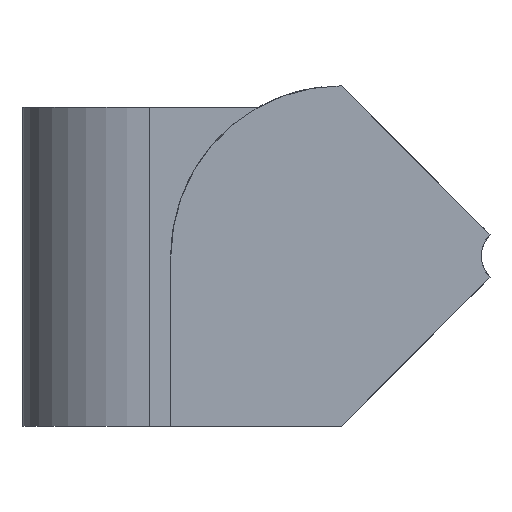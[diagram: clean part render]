
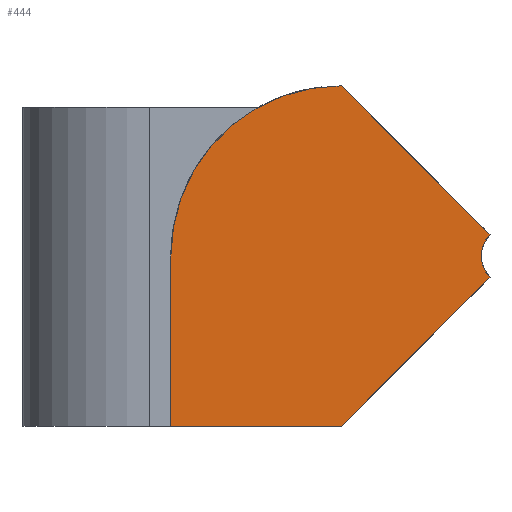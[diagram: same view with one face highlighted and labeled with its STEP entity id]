
A CAD part, front view. The second image highlights one B-rep face of the part: STEP entity #444.
In plain terms, the highlighted planar face has unit normal (0, -1, 0).
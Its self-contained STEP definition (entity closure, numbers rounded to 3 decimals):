
#48 = VERTEX_POINT('',#49);
#49 = CARTESIAN_POINT('',(13.5,-155.,9.));
#55 = EDGE_CURVE('',#56,#48,#58,.T.);
#56 = VERTEX_POINT('',#57);
#57 = CARTESIAN_POINT('',(9.5,-155.,9.));
#58 = LINE('',#59,#60);
#59 = CARTESIAN_POINT('',(9.5,-155.,9.));
#60 = VECTOR('',#61,1.);
#61 = DIRECTION('',(1.,0.,0.));
#341 = EDGE_CURVE('',#48,#342,#344,.T.);
#342 = VERTEX_POINT('',#343);
#343 = CARTESIAN_POINT('',(17.,-155.,12.5));
#344 = LINE('',#345,#346);
#345 = CARTESIAN_POINT('',(13.5,-155.,9.));
#346 = VECTOR('',#347,1.);
#347 = DIRECTION('',(0.707,0.,0.707));
#444 = ADVANCED_FACE('',(#445),#481,.F.);
#445 = FACE_BOUND('',#446,.T.);
#446 = EDGE_LOOP('',(#447,#448,#457,#465,#474,#480));
#447 = ORIENTED_EDGE('',*,*,#341,.T.);
#448 = ORIENTED_EDGE('',*,*,#449,.F.);
#449 = EDGE_CURVE('',#450,#342,#452,.T.);
#450 = VERTEX_POINT('',#451);
#451 = CARTESIAN_POINT('',(17.,-155.,13.5));
#452 = CIRCLE('',#453,0.707);
#453 = AXIS2_PLACEMENT_3D('',#454,#455,#456);
#454 = CARTESIAN_POINT('',(17.5,-155.,13.));
#455 = DIRECTION('',(0.,-1.,0.));
#456 = DIRECTION('',(1.,0.,0.));
#457 = ORIENTED_EDGE('',*,*,#458,.T.);
#458 = EDGE_CURVE('',#450,#459,#461,.T.);
#459 = VERTEX_POINT('',#460);
#460 = CARTESIAN_POINT('',(13.5,-155.,17.));
#461 = LINE('',#462,#463);
#462 = CARTESIAN_POINT('',(17.,-155.,13.5));
#463 = VECTOR('',#464,1.);
#464 = DIRECTION('',(-0.707,0.,0.707));
#465 = ORIENTED_EDGE('',*,*,#466,.T.);
#466 = EDGE_CURVE('',#459,#467,#469,.T.);
#467 = VERTEX_POINT('',#468);
#468 = CARTESIAN_POINT('',(9.5,-155.,13.));
#469 = CIRCLE('',#470,4.);
#470 = AXIS2_PLACEMENT_3D('',#471,#472,#473);
#471 = CARTESIAN_POINT('',(13.5,-155.,13.));
#472 = DIRECTION('',(0.,-1.,0.));
#473 = DIRECTION('',(1.,0.,0.));
#474 = ORIENTED_EDGE('',*,*,#475,.T.);
#475 = EDGE_CURVE('',#467,#56,#476,.T.);
#476 = LINE('',#477,#478);
#477 = CARTESIAN_POINT('',(9.5,-155.,13.));
#478 = VECTOR('',#479,1.);
#479 = DIRECTION('',(0.,0.,-1.));
#480 = ORIENTED_EDGE('',*,*,#55,.T.);
#481 = PLANE('',#482);
#482 = AXIS2_PLACEMENT_3D('',#483,#484,#485);
#483 = CARTESIAN_POINT('',(12.769,-155.,12.661));
#484 = DIRECTION('',(0.,1.,0.));
#485 = DIRECTION('',(0.,0.,1.));
